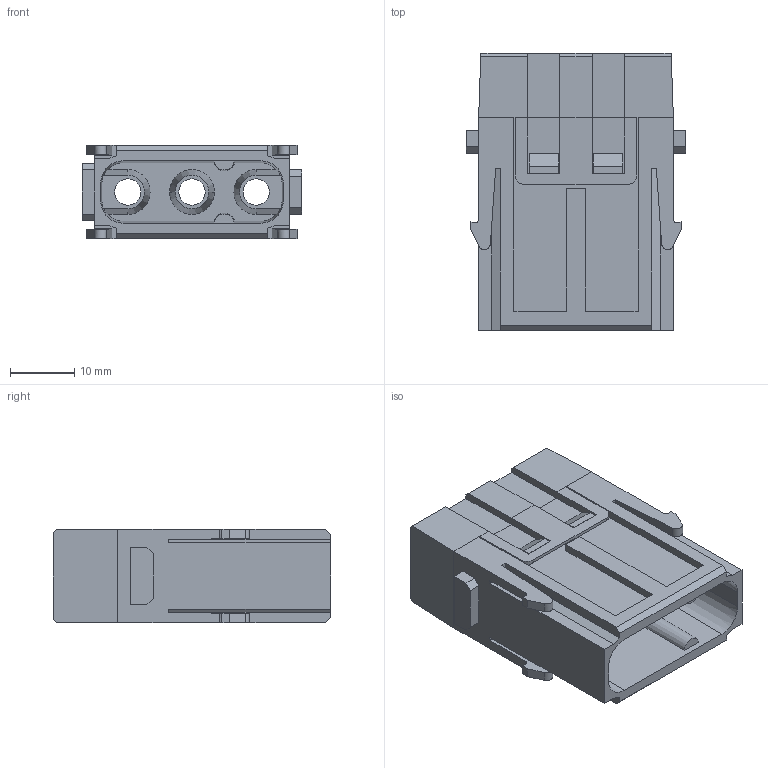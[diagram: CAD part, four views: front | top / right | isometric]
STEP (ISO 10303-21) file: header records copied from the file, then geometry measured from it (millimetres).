
FILE_DESCRIPTION((''),'2;1');
FILE_NAME('PRT0003','2014-03-11T',('wain-service'),(''),'PRO/ENGINEER BY PARAMETRIC TECHNOLOGY CORPORATION, 2010180','PRO/ENGINEER BY PARAMETRIC TECHNOLOGY CORPORATION, 2010180','');
FILE_SCHEMA(('CONFIG_CONTROL_DESIGN'));
Length unit declared in the file: millimetre
Products named in the file (1): PRT0003
Bounding box: 34.2 x 43.1 x 14.6 mm (x, y, z)
Surface area: 10860.4 mm2 (no closed solid volume)
Topology: 0 solids, 5 shells, 363 faces, 1048 edges, 700 vertices
Faces by surface type: plane 225, cone 60, cylinder 54, sphere 16, torus 8
Entity records: 12192 total; most frequent: CARTESIAN_POINT 2525, ORIENTED_EDGE 2064, DIRECTION 1982, EDGE_CURVE 1032, VERTEX_POINT 700, AXIS2_PLACEMENT_3D 677, VECTOR 628, LINE 628
